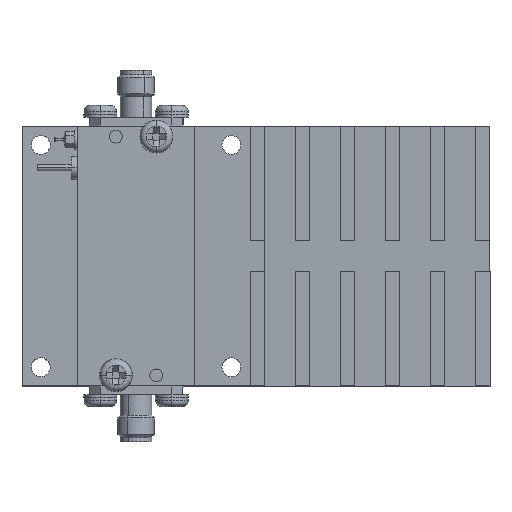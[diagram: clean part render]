
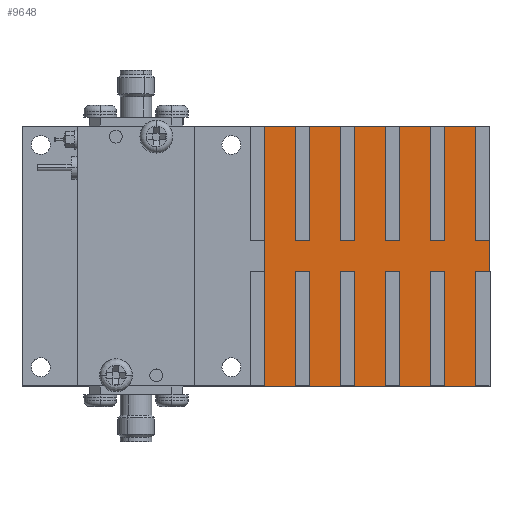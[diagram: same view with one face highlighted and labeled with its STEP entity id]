
A CAD part, top view. The second image highlights one B-rep face of the part: STEP entity #9648.
In plain terms, the highlighted planar face has unit normal (0, 0, 1).
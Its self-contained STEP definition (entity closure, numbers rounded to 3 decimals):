
#9506=CARTESIAN_POINT('',(19.4,22.1,2.5));
#9507=VERTEX_POINT('',#9506);
#9508=CARTESIAN_POINT('',(60.2,22.1,2.5));
#9509=VERTEX_POINT('',#9508);
#9510=CARTESIAN_POINT('',(19.4,22.1,2.5));
#9511=DIRECTION('',(1.0,0.0,0.0));
#9512=VECTOR('',#9511,40.8);
#9513=LINE('',#9510,#9512);
#9514=EDGE_CURVE('',#9507,#9509,#9513,.T.);
#9546=CARTESIAN_POINT('',(60.2,-22.1,2.5));
#9547=VERTEX_POINT('',#9546);
#9548=CARTESIAN_POINT('',(60.2,22.1,2.5));
#9549=DIRECTION('',(0.0,-1.0,0.0));
#9550=VECTOR('',#9549,44.2);
#9551=LINE('',#9548,#9550);
#9552=EDGE_CURVE('',#9509,#9547,#9551,.T.);
#9577=CARTESIAN_POINT('',(19.4,-22.1,2.5));
#9578=VERTEX_POINT('',#9577);
#9579=CARTESIAN_POINT('',(60.2,-22.1,2.5));
#9580=DIRECTION('',(-1.0,0.0,0.0));
#9581=VECTOR('',#9580,40.8);
#9582=LINE('',#9579,#9581);
#9583=EDGE_CURVE('',#9547,#9578,#9582,.T.);
#9608=CARTESIAN_POINT('',(19.4,-22.1,2.5));
#9609=DIRECTION('',(0.0,1.0,0.0));
#9610=VECTOR('',#9609,44.2);
#9611=LINE('',#9608,#9610);
#9612=EDGE_CURVE('',#9578,#9507,#9611,.T.);
#9637=CARTESIAN_POINT('',(39.8,0.,2.5));
#9638=DIRECTION('',(0.0,0.0,1.0));
#9639=DIRECTION('',(1.0,0.0,0.0));
#9640=AXIS2_PLACEMENT_3D('',#9637,#9638,#9639);
#9641=PLANE('',#9640);
#9642=ORIENTED_EDGE('',*,*,#9514,.F.);
#9643=ORIENTED_EDGE('',*,*,#9612,.F.);
#9644=ORIENTED_EDGE('',*,*,#9583,.F.);
#9645=ORIENTED_EDGE('',*,*,#9552,.F.);
#9646=EDGE_LOOP('',(#9642,#9643,#9644,#9645));
#9647=FACE_OUTER_BOUND('',#9646,.T.);
#9648=ADVANCED_FACE('',(#9647),#9641,.T.);
